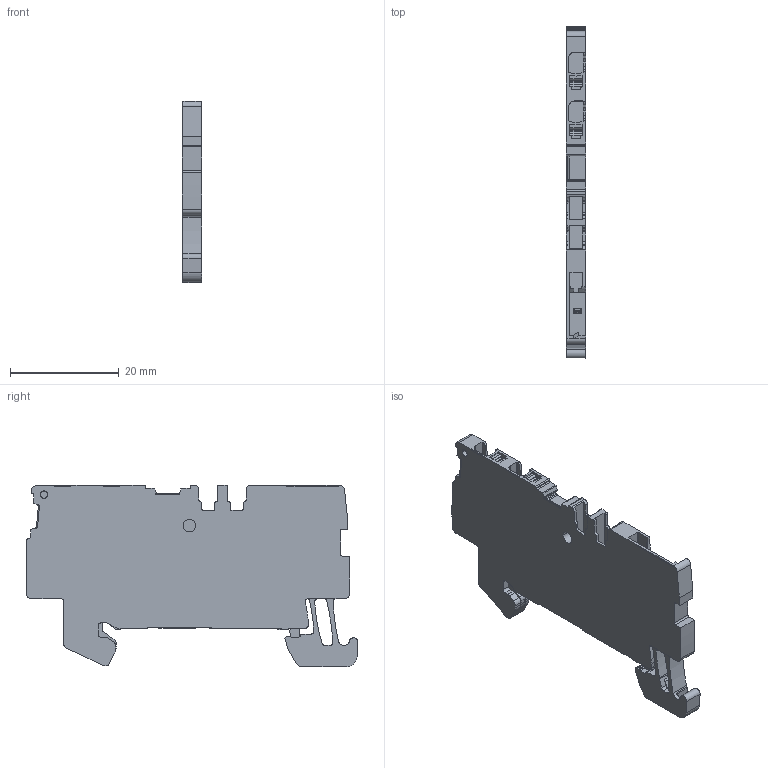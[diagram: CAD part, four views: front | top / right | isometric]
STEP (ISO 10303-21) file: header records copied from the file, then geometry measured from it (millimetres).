
FILE_DESCRIPTION(('CATIA V5 STEP Exchange','CAx-IF Rec.Pracs.--- Model Styling and Organization---1.4--- 2014-01-23'),'2;1');
FILE_NAME ('D1462747_1', '2021-12-08T13:04:19+00:00', ('none'), ('Weidmueller'), 'CATIA Version 5-6 Release 2016 SP3 HF44', 'CATIA V5 STEP AP214', 'none');
FILE_SCHEMA(('AUTOMOTIVE_DESIGN { 1 0 10303 214 1 1 1 1 }'));
Length unit declared in the file: millimetre
Products named in the file (1): 2482230000
Bounding box: 3.5 x 61.08 x 33.35 mm (x, y, z)
Volume: 4796 mm3; surface area: 6269.1 mm2
Topology: 5 solids, 5 shells, 839 faces, 2421 edges, 1588 vertices
Faces by surface type: plane 403, cylinder 400, torus 12, extrusion 8, sphere 8, cone 4, bspline 4
Entity records: 27679 total; most frequent: CARTESIAN_POINT 5967, ORIENTED_EDGE 4826, DIRECTION 3634, EDGE_CURVE 2413, VERTEX_POINT 1588, VECTOR 1539, LINE 1531, AXIS2_PLACEMENT_3D 1402
